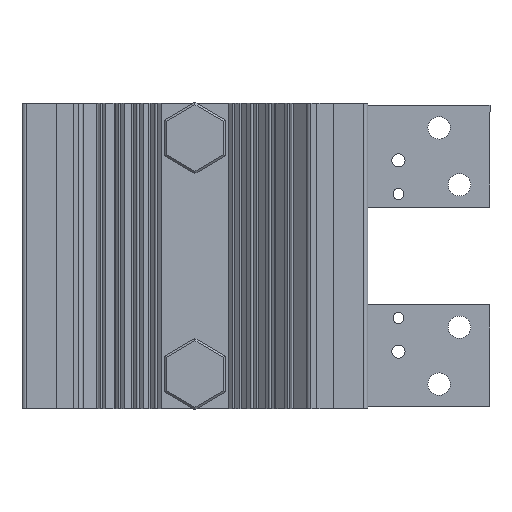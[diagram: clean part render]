
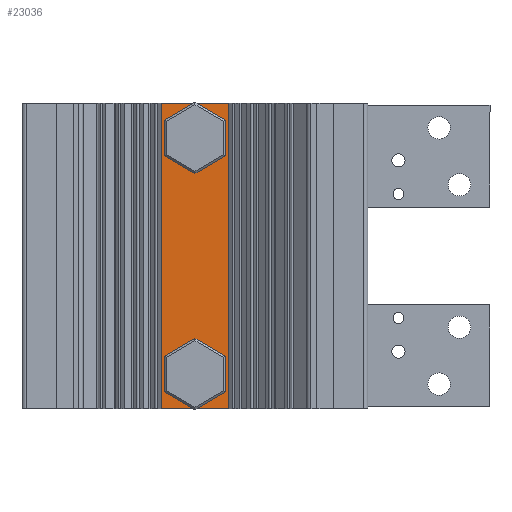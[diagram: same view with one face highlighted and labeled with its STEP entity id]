
A CAD part, front view. The second image highlights one B-rep face of the part: STEP entity #23036.
In plain terms, the highlighted planar face has unit normal (0, -1, 0).
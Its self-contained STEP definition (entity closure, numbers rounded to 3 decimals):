
#622 = AXIS2_PLACEMENT_3D ( 'NONE', #21940, #18041, #36587 ) ;
#896 = EDGE_CURVE ( 'NONE', #16541, #44759, #50883, .T. ) ;
#1239 = LINE ( 'NONE', #28817, #28881 ) ;
#1497 = CARTESIAN_POINT ( 'NONE',  ( 0., -19.549, 58. ) ) ;
#4050 = CARTESIAN_POINT ( 'NONE',  ( -16.537, -19.549, 75. ) ) ;
#6368 = EDGE_CURVE ( 'NONE', #8083, #41591, #19717, .T. ) ;
#7311 = AXIS2_PLACEMENT_3D ( 'NONE', #1497, #40336, #12238 ) ;
#8083 = VERTEX_POINT ( 'NONE', #44624 ) ;
#8925 = DIRECTION ( 'NONE',  ( 0., 0., 1. ) ) ;
#9093 = AXIS2_PLACEMENT_3D ( 'NONE', #11098, #39163, #25105 ) ;
#9914 = EDGE_CURVE ( 'NONE', #41591, #8083, #55247, .T. ) ;
#11098 = CARTESIAN_POINT ( 'NONE',  ( 0., -19.549, -58. ) ) ;
#11112 = DIRECTION ( 'NONE',  ( 1., 0., 0. ) ) ;
#11961 = ORIENTED_EDGE ( 'NONE', *, *, #41295, .F. ) ;
#12238 = DIRECTION ( 'NONE',  ( 0., 0., 1. ) ) ;
#13250 = VERTEX_POINT ( 'NONE', #39725 ) ;
#13651 = CARTESIAN_POINT ( 'NONE',  ( -16.537, -19.549, 75. ) ) ;
#15155 = CIRCLE ( 'NONE', #9093, 10.1 ) ;
#15283 = FACE_BOUND ( 'NONE', #24396, .T. ) ;
#15925 = CARTESIAN_POINT ( 'NONE',  ( 0., -19.549, 58. ) ) ;
#16002 = VERTEX_POINT ( 'NONE', #36482 ) ;
#16541 = VERTEX_POINT ( 'NONE', #52090 ) ;
#18041 = DIRECTION ( 'NONE',  ( 0., 1., 0. ) ) ;
#19717 = CIRCLE ( 'NONE', #52410, 10.1 ) ;
#20827 = DIRECTION ( 'NONE',  ( 0., 1., 0. ) ) ;
#21541 = PLANE ( 'NONE',  #56081 ) ;
#21940 = CARTESIAN_POINT ( 'NONE',  ( 0., -19.549, -58. ) ) ;
#22065 = VECTOR ( 'NONE', #39522, 1000. ) ;
#23036 = ADVANCED_FACE ( 'NONE', ( #15283, #38555, #23267 ), #21541, .F. ) ;
#23267 = FACE_OUTER_BOUND ( 'NONE', #50694, .T. ) ;
#23619 = EDGE_CURVE ( 'NONE', #44759, #13250, #1239, .T. ) ;
#23728 = VERTEX_POINT ( 'NONE', #50651 ) ;
#24396 = EDGE_LOOP ( 'NONE', ( #31242, #38951 ) ) ;
#25105 = DIRECTION ( 'NONE',  ( 0., 0., 1. ) ) ;
#26065 = CIRCLE ( 'NONE', #622, 10.1 ) ;
#26811 = CARTESIAN_POINT ( 'NONE',  ( -10.1, -19.549, 58. ) ) ;
#27589 = VECTOR ( 'NONE', #50447, 1000. ) ;
#28817 = CARTESIAN_POINT ( 'NONE',  ( -16.537, -19.549, -75. ) ) ;
#28881 = VECTOR ( 'NONE', #11112, 1000. ) ;
#31242 = ORIENTED_EDGE ( 'NONE', *, *, #52559, .T. ) ;
#32157 = ORIENTED_EDGE ( 'NONE', *, *, #6368, .T. ) ;
#34934 = EDGE_CURVE ( 'NONE', #16002, #58963, #15155, .T. ) ;
#36482 = CARTESIAN_POINT ( 'NONE',  ( -10.1, -19.549, -58. ) ) ;
#36587 = DIRECTION ( 'NONE',  ( 0., 0., 1. ) ) ;
#36883 = CARTESIAN_POINT ( 'NONE',  ( -16.537, -19.549, -75. ) ) ;
#37171 = DIRECTION ( 'NONE',  ( 0., 1., 0. ) ) ;
#38555 = FACE_BOUND ( 'NONE', #41907, .T. ) ;
#38951 = ORIENTED_EDGE ( 'NONE', *, *, #34934, .T. ) ;
#39163 = DIRECTION ( 'NONE',  ( 0., 1., 0. ) ) ;
#39307 = CARTESIAN_POINT ( 'NONE',  ( 16.537, -19.549, 75. ) ) ;
#39319 = CARTESIAN_POINT ( 'NONE',  ( 10.1, -19.549, -58. ) ) ;
#39522 = DIRECTION ( 'NONE',  ( 0., 0., -1. ) ) ;
#39725 = CARTESIAN_POINT ( 'NONE',  ( 16.537, -19.549, -75. ) ) ;
#40336 = DIRECTION ( 'NONE',  ( 0., 1., 0. ) ) ;
#41295 = EDGE_CURVE ( 'NONE', #16541, #23728, #52731, .T. ) ;
#41588 = ORIENTED_EDGE ( 'NONE', *, *, #23619, .T. ) ;
#41591 = VERTEX_POINT ( 'NONE', #26811 ) ;
#41907 = EDGE_LOOP ( 'NONE', ( #32157, #45523 ) ) ;
#42521 = EDGE_CURVE ( 'NONE', #23728, #13250, #53422, .T. ) ;
#44624 = CARTESIAN_POINT ( 'NONE',  ( 10.1, -19.549, 58. ) ) ;
#44759 = VERTEX_POINT ( 'NONE', #36883 ) ;
#45523 = ORIENTED_EDGE ( 'NONE', *, *, #9914, .T. ) ;
#46136 = DIRECTION ( 'NONE',  ( 1., 0., 0. ) ) ;
#50447 = DIRECTION ( 'NONE',  ( 0., 0., -1. ) ) ;
#50651 = CARTESIAN_POINT ( 'NONE',  ( 16.537, -19.549, 75. ) ) ;
#50694 = EDGE_LOOP ( 'NONE', ( #41588, #55328, #11961, #55129 ) ) ;
#50883 = LINE ( 'NONE', #55539, #27589 ) ;
#51250 = VECTOR ( 'NONE', #46136, 1000. ) ;
#52090 = CARTESIAN_POINT ( 'NONE',  ( -16.537, -19.549, 75. ) ) ;
#52410 = AXIS2_PLACEMENT_3D ( 'NONE', #15925, #20827, #53446 ) ;
#52559 = EDGE_CURVE ( 'NONE', #58963, #16002, #26065, .T. ) ;
#52731 = LINE ( 'NONE', #13651, #51250 ) ;
#53422 = LINE ( 'NONE', #39307, #22065 ) ;
#53446 = DIRECTION ( 'NONE',  ( 0., 0., 1. ) ) ;
#55129 = ORIENTED_EDGE ( 'NONE', *, *, #896, .T. ) ;
#55247 = CIRCLE ( 'NONE', #7311, 10.1 ) ;
#55328 = ORIENTED_EDGE ( 'NONE', *, *, #42521, .F. ) ;
#55539 = CARTESIAN_POINT ( 'NONE',  ( -16.537, -19.549, 75. ) ) ;
#56081 = AXIS2_PLACEMENT_3D ( 'NONE', #4050, #37171, #8925 ) ;
#58963 = VERTEX_POINT ( 'NONE', #39319 ) ;
